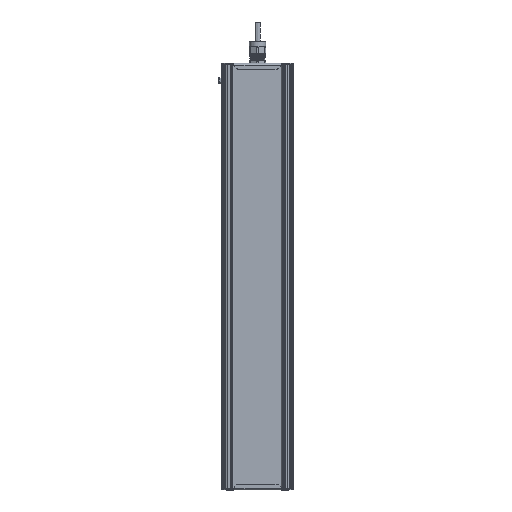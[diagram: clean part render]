
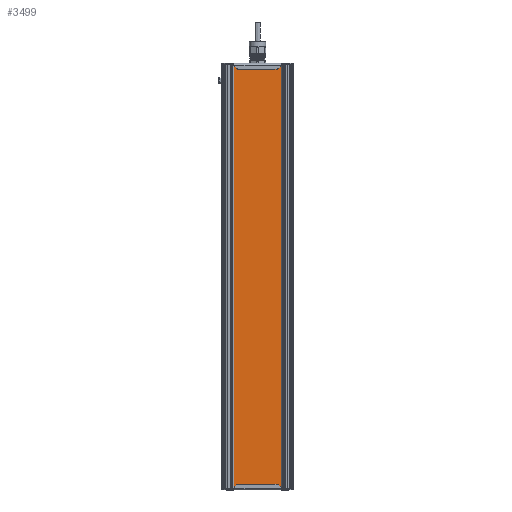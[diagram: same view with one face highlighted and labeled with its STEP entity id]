
A CAD part, front view. The second image highlights one B-rep face of the part: STEP entity #3499.
In plain terms, the highlighted face is planar.
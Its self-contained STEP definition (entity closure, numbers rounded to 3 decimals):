
#3499=ADVANCED_FACE('',(#12515),#12517,.T.);
#12515=FACE_BOUND('',#12516,.T.);
#12516=EDGE_LOOP('',(#39604,#39605,#39606,#39607));
#12517=PLANE('',#12518);
#12518=AXIS2_PLACEMENT_3D('',#12519,#12520,#12521);
#12519=CARTESIAN_POINT('',(120.465,593.492,117.308));
#12520=DIRECTION('',(0.,0.,-1.));
#12521=DIRECTION('',(0.,1.,0.));
#39604=ORIENTED_EDGE('',*,*,#45201,.T.);
#39605=ORIENTED_EDGE('',*,*,#45200,.T.);
#39606=ORIENTED_EDGE('',*,*,#45202,.F.);
#39607=ORIENTED_EDGE('',*,*,#45203,.F.);
#45200=EDGE_CURVE('',#49065,#49070,#49072,.T.);
#45201=EDGE_CURVE('',#49073,#49065,#49074,.T.);
#45202=EDGE_CURVE('',#49075,#49070,#49076,.T.);
#45203=EDGE_CURVE('',#49073,#49075,#49077,.T.);
#49065=VERTEX_POINT('',#60346);
#49070=VERTEX_POINT('',#60355);
#49072=LINE('',#60359,#60360);
#49073=VERTEX_POINT('',#60362);
#49074=LINE('',#60363,#60364);
#49075=VERTEX_POINT('',#60366);
#49076=LINE('',#60367,#60368);
#49077=LINE('',#60370,#60371);
#60346=CARTESIAN_POINT('',(120.465,679.838,117.308));
#60355=CARTESIAN_POINT('',(782.465,679.838,117.308));
#60359=CARTESIAN_POINT('',(120.465,679.838,117.308));
#60360=VECTOR('',#60361,1.);
#60361=DIRECTION('',(1.,0.,0.));
#60362=CARTESIAN_POINT('',(120.465,593.492,117.308));
#60363=CARTESIAN_POINT('',(120.465,593.492,117.308));
#60364=VECTOR('',#60365,1.);
#60365=DIRECTION('',(0.,1.,0.));
#60366=CARTESIAN_POINT('',(782.465,593.492,117.308));
#60367=CARTESIAN_POINT('',(782.465,593.492,117.308));
#60368=VECTOR('',#60369,1.);
#60369=DIRECTION('',(0.,1.,0.));
#60370=CARTESIAN_POINT('',(120.465,593.492,117.308));
#60371=VECTOR('',#60372,1.);
#60372=DIRECTION('',(1.,0.,0.));
